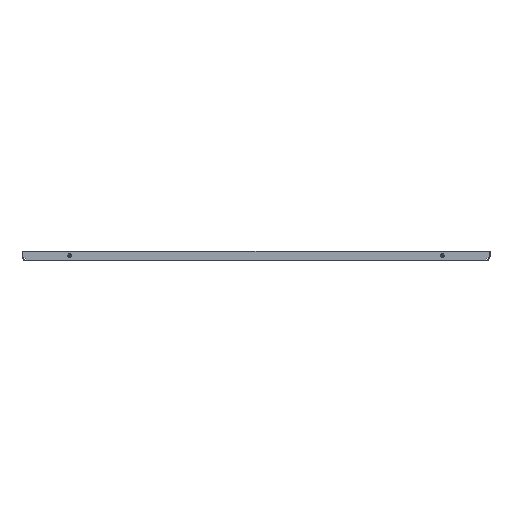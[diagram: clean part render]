
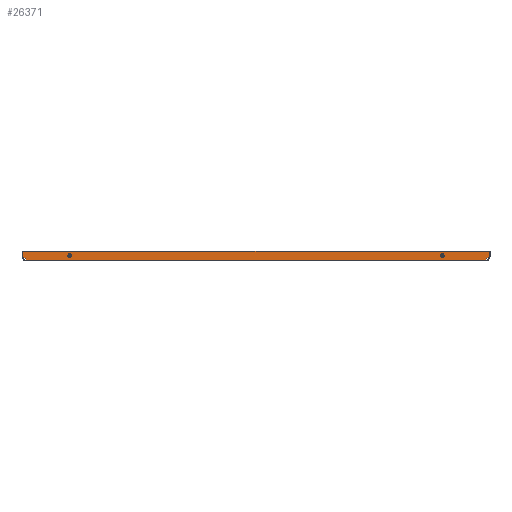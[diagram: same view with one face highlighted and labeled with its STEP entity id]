
A CAD part, front view. The second image highlights one B-rep face of the part: STEP entity #26371.
In plain terms, the highlighted planar face has unit normal (0, -1, 0).
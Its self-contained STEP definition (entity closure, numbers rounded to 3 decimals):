
#1813 = DIRECTION ( 'NONE',  ( -1., 0., 0. ) ) ;
#1814 = DIRECTION ( 'NONE',  ( 0., 1., 0. ) ) ;
#1816 = PLANE ( 'NONE',  #9957 ) ;
#1818 = CARTESIAN_POINT ( 'NONE',  ( -495.5, -1077.5, 20. ) ) ;
#9957 = AXIS2_PLACEMENT_3D ( 'NONE', #1818, #1814, #1813 ) ;
#13211 = DIRECTION ( 'NONE',  ( -0.707, 0., -0.707 ) ) ;
#13219 = CARTESIAN_POINT ( 'NONE',  ( 5.877, -1077.5, -480.996 ) ) ;
#13585 = FACE_BOUND ( 'NONE', #28077, .T. ) ;
#13587 = FACE_BOUND ( 'NONE', #28074, .T. ) ;
#13588 = FACE_OUTER_BOUND ( 'NONE', #28080, .T. ) ;
#14182 = DIRECTION ( 'NONE',  ( 0., 0., 1. ) ) ;
#14183 = CARTESIAN_POINT ( 'NONE',  ( -495.4, -1077.5, 1.51 ) ) ;
#14263 = DIRECTION ( 'NONE',  ( -1., 0., 0. ) ) ;
#14264 = CARTESIAN_POINT ( 'NONE',  ( -495.5, -1077.5, 20. ) ) ;
#14402 = DIRECTION ( 'NONE',  ( -1., 0., 0. ) ) ;
#14404 = DIRECTION ( 'NONE',  ( 0., 1., 0. ) ) ;
#14408 = CARTESIAN_POINT ( 'NONE',  ( 395.5, -1077.5, 11. ) ) ;
#14499 = DIRECTION ( 'NONE',  ( -1., 0., 0. ) ) ;
#14500 = DIRECTION ( 'NONE',  ( 0., -1., 0. ) ) ;
#14517 = CARTESIAN_POINT ( 'NONE',  ( -395.5, -1077.5, 11. ) ) ;
#14521 = DIRECTION ( 'NONE',  ( 0., 0., 1. ) ) ;
#14523 = CARTESIAN_POINT ( 'NONE',  ( 495.4, -1077.5, 1.51 ) ) ;
#14583 = DIRECTION ( 'NONE',  ( -1., 0., 0. ) ) ;
#14584 = CARTESIAN_POINT ( 'NONE',  ( -495.5, -1077.5, 1.51 ) ) ;
#14696 = DIRECTION ( 'NONE',  ( -1., 0., 0. ) ) ;
#14697 = DIRECTION ( 'NONE',  ( 0., 1., 0. ) ) ;
#14699 = CARTESIAN_POINT ( 'NONE',  ( 395.5, -1077.5, 11. ) ) ;
#14766 = DIRECTION ( 'NONE',  ( 0.707, 0., -0.707 ) ) ;
#14798 = CARTESIAN_POINT ( 'NONE',  ( -501., -1077.5, 14.504 ) ) ;
#14941 = DIRECTION ( 'NONE',  ( -1., 0., 0. ) ) ;
#14942 = DIRECTION ( 'NONE',  ( 0., -1., 0. ) ) ;
#14948 = CARTESIAN_POINT ( 'NONE',  ( -395.5, -1077.5, 11. ) ) ;
#16033 = CARTESIAN_POINT ( 'NONE',  ( 495.4, -1077.5, 20. ) ) ;
#16043 = CARTESIAN_POINT ( 'NONE',  ( 495.4, -1077.5, 8.9 ) ) ;
#16048 = CARTESIAN_POINT ( 'NONE',  ( 488.016, -1077.5, 1.51 ) ) ;
#16053 = CARTESIAN_POINT ( 'NONE',  ( 395.5, -1077.5, 7. ) ) ;
#16092 = CARTESIAN_POINT ( 'NONE',  ( -495.4, -1077.5, 20. ) ) ;
#16130 = CARTESIAN_POINT ( 'NONE',  ( -395.5, -1077.5, 15. ) ) ;
#16138 = CARTESIAN_POINT ( 'NONE',  ( -495.4, -1077.5, 8.9 ) ) ;
#16146 = CARTESIAN_POINT ( 'NONE',  ( -488.016, -1077.5, 1.51 ) ) ;
#16198 = CARTESIAN_POINT ( 'NONE',  ( 395.5, -1077.5, 15. ) ) ;
#16203 = CARTESIAN_POINT ( 'NONE',  ( -395.5, -1077.5, 7. ) ) ;
#19461 = VERTEX_POINT ( 'NONE', #16203 ) ;
#19467 = VERTEX_POINT ( 'NONE', #16198 ) ;
#19530 = VERTEX_POINT ( 'NONE', #16146 ) ;
#19543 = VERTEX_POINT ( 'NONE', #16138 ) ;
#19556 = VERTEX_POINT ( 'NONE', #16130 ) ;
#19597 = VERTEX_POINT ( 'NONE', #16092 ) ;
#19640 = VERTEX_POINT ( 'NONE', #16053 ) ;
#19647 = VERTEX_POINT ( 'NONE', #16048 ) ;
#19653 = VERTEX_POINT ( 'NONE', #16043 ) ;
#19665 = VERTEX_POINT ( 'NONE', #16033 ) ;
#21334 = AXIS2_PLACEMENT_3D ( 'NONE', #14517, #14500, #14499 ) ;
#21341 = AXIS2_PLACEMENT_3D ( 'NONE', #14408, #14404, #14402 ) ;
#21350 = AXIS2_PLACEMENT_3D ( 'NONE', #14699, #14697, #14696 ) ;
#21355 = AXIS2_PLACEMENT_3D ( 'NONE', #14948, #14942, #14941 ) ;
#22033 = EDGE_CURVE ( 'NONE', #19556, #19461, #32040, .T. ) ;
#22045 = EDGE_CURVE ( 'NONE', #19543, #19530, #32038, .T. ) ;
#22053 = EDGE_CURVE ( 'NONE', #19640, #19467, #32017, .T. ) ;
#22073 = EDGE_CURVE ( 'NONE', #19653, #19665, #32000, .T. ) ;
#22089 = EDGE_CURVE ( 'NONE', #19467, #19640, #31955, .T. ) ;
#22115 = EDGE_CURVE ( 'NONE', #19665, #19597, #31926, .T. ) ;
#22131 = EDGE_CURVE ( 'NONE', #19543, #19597, #31895, .T. ) ;
#22135 = EDGE_CURVE ( 'NONE', #19647, #19530, #31886, .T. ) ;
#22141 = EDGE_CURVE ( 'NONE', #19461, #19556, #31875, .T. ) ;
#22182 = EDGE_CURVE ( 'NONE', #19653, #19647, #32466, .T. ) ;
#26371 = ADVANCED_FACE ( 'NONE', ( #13588, #13587, #13585 ), #1816, .F. ) ;
#28074 = EDGE_LOOP ( 'NONE', ( #33079, #33081 ) ) ;
#28077 = EDGE_LOOP ( 'NONE', ( #33082, #33083 ) ) ;
#28080 = EDGE_LOOP ( 'NONE', ( #33072, #33073, #33074, #33075, #33077, #33078 ) ) ;
#31875 = CIRCLE ( 'NONE', #21334, 4. ) ;
#31885 = VECTOR ( 'NONE', #14583, 1000. ) ;
#31886 = LINE ( 'NONE', #14584, #31885 ) ;
#31893 = VECTOR ( 'NONE', #14182, 1000. ) ;
#31895 = LINE ( 'NONE', #14183, #31893 ) ;
#31922 = VECTOR ( 'NONE', #14263, 1000. ) ;
#31926 = LINE ( 'NONE', #14264, #31922 ) ;
#31955 = CIRCLE ( 'NONE', #21341, 4. ) ;
#31998 = VECTOR ( 'NONE', #14521, 1000. ) ;
#32000 = LINE ( 'NONE', #14523, #31998 ) ;
#32017 = CIRCLE ( 'NONE', #21350, 4. ) ;
#32035 = VECTOR ( 'NONE', #14766, 1000. ) ;
#32038 = LINE ( 'NONE', #14798, #32035 ) ;
#32040 = CIRCLE ( 'NONE', #21355, 4. ) ;
#32466 = LINE ( 'NONE', #13219, #32504 ) ;
#32504 = VECTOR ( 'NONE', #13211, 1000. ) ;
#33072 = ORIENTED_EDGE ( 'NONE', *, *, #22131, .F. ) ;
#33073 = ORIENTED_EDGE ( 'NONE', *, *, #22045, .T. ) ;
#33074 = ORIENTED_EDGE ( 'NONE', *, *, #22135, .F. ) ;
#33075 = ORIENTED_EDGE ( 'NONE', *, *, #22182, .F. ) ;
#33077 = ORIENTED_EDGE ( 'NONE', *, *, #22073, .T. ) ;
#33078 = ORIENTED_EDGE ( 'NONE', *, *, #22115, .T. ) ;
#33079 = ORIENTED_EDGE ( 'NONE', *, *, #22089, .T. ) ;
#33081 = ORIENTED_EDGE ( 'NONE', *, *, #22053, .T. ) ;
#33082 = ORIENTED_EDGE ( 'NONE', *, *, #22033, .F. ) ;
#33083 = ORIENTED_EDGE ( 'NONE', *, *, #22141, .F. ) ;
